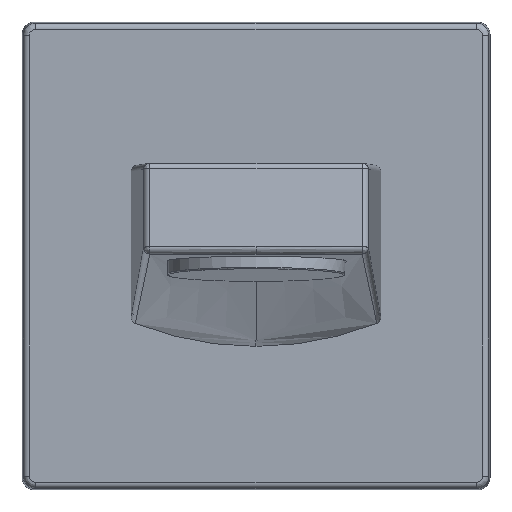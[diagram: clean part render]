
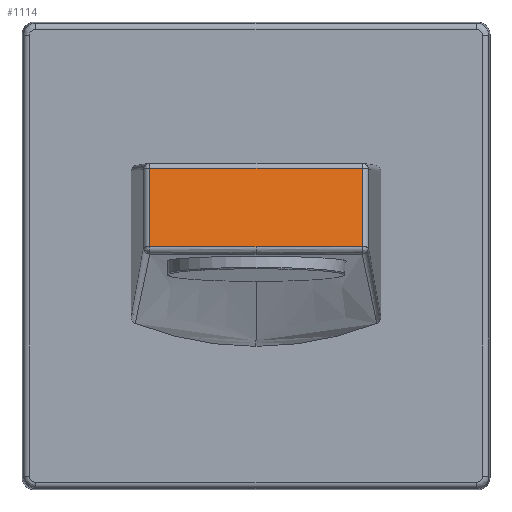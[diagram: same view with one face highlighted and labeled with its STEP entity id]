
A CAD part, top view. The second image highlights one B-rep face of the part: STEP entity #1114.
In plain terms, the highlighted planar face has unit normal (0, 0.174, 0.985).
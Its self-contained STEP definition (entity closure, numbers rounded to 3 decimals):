
#62 = EDGE_LOOP ( 'NONE', ( #1500, #1488, #1484, #1470, #1464 ) ) ;
#92 = CARTESIAN_POINT ( 'NONE',  ( 17.033, 13.674, 214.589 ) ) ;
#112 = CARTESIAN_POINT ( 'NONE',  ( -17.011, 1.112, 216.804 ) ) ;
#118 = DIRECTION ( 'NONE',  ( 0.002, 0.985, -0.174 ) ) ;
#126 = CARTESIAN_POINT ( 'NONE',  ( 17.011, 1.112, 216.804 ) ) ;
#168 = DIRECTION ( 'NONE',  ( 0.002, -0.985, 0.174 ) ) ;
#170 = CARTESIAN_POINT ( 'NONE',  ( -17.033, 13.674, 214.589 ) ) ;
#187 = VECTOR ( 'NONE', #118, 1000. ) ;
#194 = EDGE_CURVE ( 'NONE', #1534, #1593, #1338, .T. ) ;
#208 = LINE ( 'NONE', #126, #187 ) ;
#228 = VECTOR ( 'NONE', #168, 1000. ) ;
#230 = LINE ( 'NONE', #170, #228 ) ;
#519 = FACE_OUTER_BOUND ( 'NONE', #62, .T. ) ;
#561 = VECTOR ( 'NONE', #1600, 1000. ) ;
#588 = CARTESIAN_POINT ( 'NONE',  ( 17.011, 1.112, 216.804 ) ) ;
#595 = LINE ( 'NONE', #1602, #561 ) ;
#742 = CARTESIAN_POINT ( 'NONE',  ( 11.177, 1.099, 216.806 ) ) ;
#867 = CARTESIAN_POINT ( 'NONE',  ( 17.011, 1.112, 216.804 ) ) ;
#921 = CARTESIAN_POINT ( 'NONE',  ( 0., 1.093, 216.807 ) ) ;
#932 = EDGE_CURVE ( 'NONE', #1878, #1576, #595, .T. ) ;
#1011 = B_SPLINE_CURVE_WITH_KNOTS ( 'NONE', 3,
 ( #921, #1770, #742, #588 ),
 .UNSPECIFIED., .F., .F.,
 ( 4, 4 ),
 ( 0., 1. ),
 .UNSPECIFIED. ) ;
#1062 = CARTESIAN_POINT ( 'NONE',  ( -17.033, 13.674, 214.589 ) ) ;
#1114 = ADVANCED_FACE ( 'NONE', ( #519 ), #1495, .T. ) ;
#1338 = B_SPLINE_CURVE_WITH_KNOTS ( 'NONE', 3,
 ( #1775, #1898, #1803, #1767 ),
 .UNSPECIFIED., .F., .F.,
 ( 4, 4 ),
 ( 0., 1. ),
 .UNSPECIFIED. ) ;
#1395 = EDGE_CURVE ( 'NONE', #1878, #1534, #230, .T. ) ;
#1440 = AXIS2_PLACEMENT_3D ( 'NONE', #1540, #1492, #1491 ) ;
#1464 = ORIENTED_EDGE ( 'NONE', *, *, #932, .F. ) ;
#1470 = ORIENTED_EDGE ( 'NONE', *, *, #1518, .T. ) ;
#1484 = ORIENTED_EDGE ( 'NONE', *, *, #1841, .T. ) ;
#1488 = ORIENTED_EDGE ( 'NONE', *, *, #194, .T. ) ;
#1491 = DIRECTION ( 'NONE',  ( 0., -0.985, 0.174 ) ) ;
#1492 = DIRECTION ( 'NONE',  ( 0., 0.174, 0.985 ) ) ;
#1495 = PLANE ( 'NONE',  #1440 ) ;
#1500 = ORIENTED_EDGE ( 'NONE', *, *, #1395, .T. ) ;
#1518 = EDGE_CURVE ( 'NONE', #1931, #1576, #208, .T. ) ;
#1534 = VERTEX_POINT ( 'NONE', #112 ) ;
#1540 = CARTESIAN_POINT ( 'NONE',  ( 0., 40., 209.947 ) ) ;
#1576 = VERTEX_POINT ( 'NONE', #92 ) ;
#1593 = VERTEX_POINT ( 'NONE', #1934 ) ;
#1600 = DIRECTION ( 'NONE',  ( 1., 0., 0. ) ) ;
#1602 = CARTESIAN_POINT ( 'NONE',  ( 10.029, 13.674, 214.589 ) ) ;
#1767 = CARTESIAN_POINT ( 'NONE',  ( 0., 1.093, 216.807 ) ) ;
#1770 = CARTESIAN_POINT ( 'NONE',  ( 5.507, 1.093, 216.807 ) ) ;
#1775 = CARTESIAN_POINT ( 'NONE',  ( -17.011, 1.112, 216.804 ) ) ;
#1803 = CARTESIAN_POINT ( 'NONE',  ( -5.507, 1.093, 216.807 ) ) ;
#1841 = EDGE_CURVE ( 'NONE', #1593, #1931, #1011, .T. ) ;
#1878 = VERTEX_POINT ( 'NONE', #1062 ) ;
#1898 = CARTESIAN_POINT ( 'NONE',  ( -11.177, 1.099, 216.806 ) ) ;
#1931 = VERTEX_POINT ( 'NONE', #867 ) ;
#1934 = CARTESIAN_POINT ( 'NONE',  ( 0., 1.093, 216.807 ) ) ;
